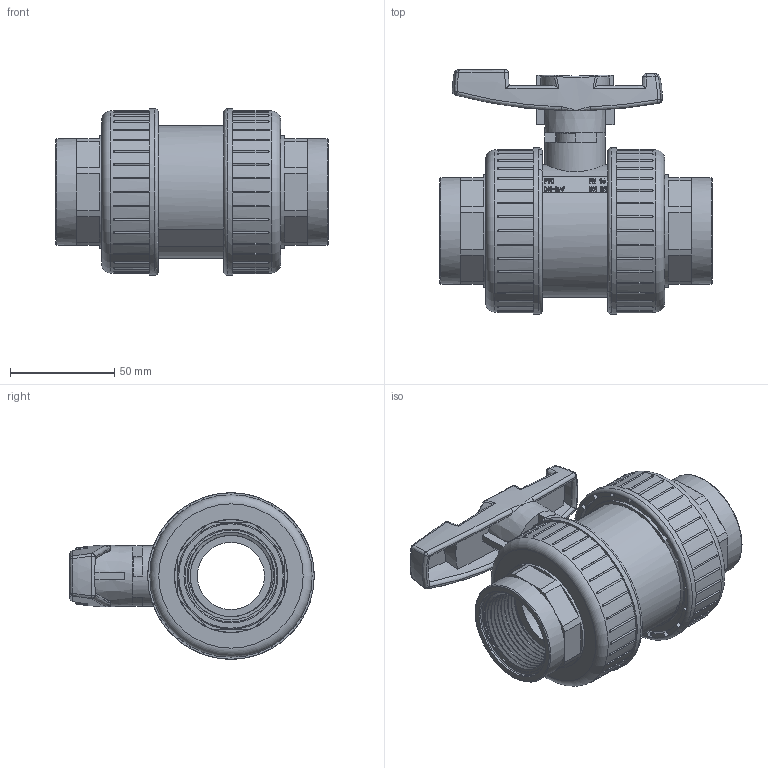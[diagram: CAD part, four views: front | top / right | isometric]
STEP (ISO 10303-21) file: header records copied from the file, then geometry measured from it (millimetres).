
FILE_DESCRIPTION(/* description */ (''),/* implementation_level */ '2;1');
FILE_NAME(/* name */ '40双由令球阀(内螺）.stp',/* time_stamp */ '2024-11-12T13:55:39+08:00',/* author */ (''),/* organization */ (''),/* preprocessor_version */ 'ST-DEVELOPER v16',/* originating_system */ 'SIEMENS PLM Software NX 10.0',/* authorisation */ '');
FILE_SCHEMA (('AUTOMOTIVE_DESIGN { 1 0 10303 214 3 1 1 1 }'));
Products named in the file (1): gelv0FB4C17Ct9ms
Bounding box: 130.3 x 117.02 x 79.71 mm (x, y, z)
Volume: 336088.4 mm3; surface area: 152318.6 mm2
Topology: 16 solids, 16 shells, 1132 faces, 3133 edges, 2020 vertices
Faces by surface type: plane 584, cylinder 227, extrusion 101, sphere 85, bspline 70, torus 58, cone 7
Full cylindrical faces by diameter (mm): 1.721 x1, 2.295 x1, 14.416 x4, 17.808 x3, 18.656 x1, 19.504 x2, 21.2 x1, 28.947 x1, 32.1 x2, 32.224 x1, 33.072 x2, 33.92 x2, 38.33 x3, 39.008 x1, 39.856 x3, 41.91 x18, 42.909 x3, 43.248 x1, 45 x2, 47.064 x1, 47.607 x3, 50.371 x3, 51 x2, 52.152 x1, 54 x2, 54.272 x2, 55.12 x1, 55.968 x2, 56.307 x1, 61.4 x2
Entity records: 51126 total; most frequent: CARTESIAN_POINT 24918, ORIENTED_EDGE 5562, DIRECTION 4926, EDGE_CURVE 2781, VERTEX_POINT 1875, AXIS2_PLACEMENT_3D 1740, VECTOR 1446, LINE 1345
